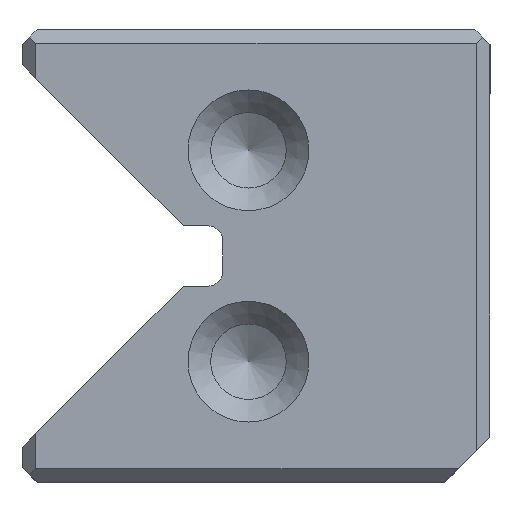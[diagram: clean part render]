
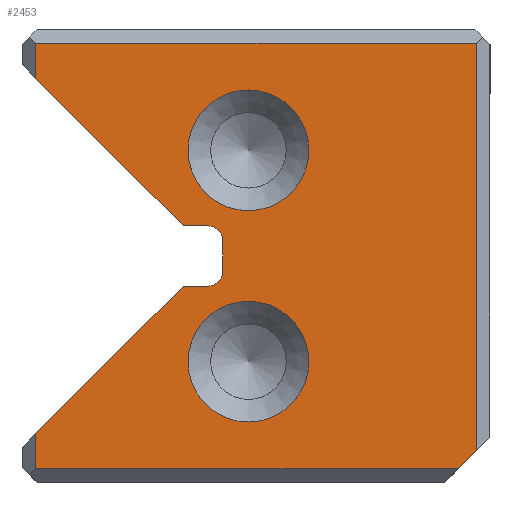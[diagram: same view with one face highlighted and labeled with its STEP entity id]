
A CAD part, left-side view. The second image highlights one B-rep face of the part: STEP entity #2453.
In plain terms, the highlighted planar face has unit normal (-1, 0, 0).
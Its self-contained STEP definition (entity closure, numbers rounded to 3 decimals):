
#2453=ADVANCED_FACE('',(#3320,#3321,#3322),#2817,.T.);
#2817=PLANE('',#8559);
#3055=CIRCLE('',#8555,2.);
#3056=CIRCLE('',#8556,2.);
#3057=CIRCLE('',#8557,0.5);
#3058=CIRCLE('',#8558,0.5);
#3320=FACE_BOUND('',#3476,.T.);
#3321=FACE_BOUND('',#3477,.T.);
#3322=FACE_BOUND('',#3478,.T.);
#3476=EDGE_LOOP('',(#4138));
#3477=EDGE_LOOP('',(#4139));
#3478=EDGE_LOOP('',(#4140,#4141,#4142,#4143,#4144,#4145,#4146,#4147,#4148,
#4149,#4150,#4151,#4152));
#4138=ORIENTED_EDGE('',*,*,#6560,.T.);
#4139=ORIENTED_EDGE('',*,*,#6561,.F.);
#4140=ORIENTED_EDGE('',*,*,#6562,.T.);
#4141=ORIENTED_EDGE('',*,*,#6563,.T.);
#4142=ORIENTED_EDGE('',*,*,#6564,.T.);
#4143=ORIENTED_EDGE('',*,*,#6565,.T.);
#4144=ORIENTED_EDGE('',*,*,#6566,.F.);
#4145=ORIENTED_EDGE('',*,*,#6567,.F.);
#4146=ORIENTED_EDGE('',*,*,#6568,.T.);
#4147=ORIENTED_EDGE('',*,*,#6569,.T.);
#4148=ORIENTED_EDGE('',*,*,#6570,.T.);
#4149=ORIENTED_EDGE('',*,*,#6571,.T.);
#4150=ORIENTED_EDGE('',*,*,#6572,.F.);
#4151=ORIENTED_EDGE('',*,*,#6573,.T.);
#4152=ORIENTED_EDGE('',*,*,#6574,.T.);
#5938=VERTEX_POINT('',#10922);
#5939=VERTEX_POINT('',#10924);
#5940=VERTEX_POINT('',#10926);
#5941=VERTEX_POINT('',#10927);
#5942=VERTEX_POINT('',#10929);
#5943=VERTEX_POINT('',#10931);
#5944=VERTEX_POINT('',#10933);
#5945=VERTEX_POINT('',#10935);
#5946=VERTEX_POINT('',#10937);
#5947=VERTEX_POINT('',#10939);
#5948=VERTEX_POINT('',#10941);
#5949=VERTEX_POINT('',#10943);
#5950=VERTEX_POINT('',#10945);
#5951=VERTEX_POINT('',#10947);
#5952=VERTEX_POINT('',#10949);
#6560=EDGE_CURVE('',#5938,#5938,#3055,.T.);
#6561=EDGE_CURVE('',#5939,#5939,#3056,.T.);
#6562=EDGE_CURVE('',#5940,#5941,#7377,.T.);
#6563=EDGE_CURVE('',#5941,#5942,#7378,.T.);
#6564=EDGE_CURVE('',#5942,#5943,#7379,.T.);
#6565=EDGE_CURVE('',#5943,#5944,#7380,.T.);
#6566=EDGE_CURVE('',#5945,#5944,#7381,.T.);
#6567=EDGE_CURVE('',#5946,#5945,#7382,.T.);
#6568=EDGE_CURVE('',#5946,#5947,#3057,.T.);
#6569=EDGE_CURVE('',#5947,#5948,#7383,.T.);
#6570=EDGE_CURVE('',#5948,#5949,#3058,.T.);
#6571=EDGE_CURVE('',#5949,#5950,#7384,.T.);
#6572=EDGE_CURVE('',#5951,#5950,#7385,.T.);
#6573=EDGE_CURVE('',#5951,#5952,#7386,.T.);
#6574=EDGE_CURVE('',#5952,#5940,#7387,.T.);
#7377=LINE('',#10925,#8039);
#7378=LINE('',#10928,#8040);
#7379=LINE('',#10930,#8041);
#7380=LINE('',#10932,#8042);
#7381=LINE('',#10934,#8043);
#7382=LINE('',#10936,#8044);
#7383=LINE('',#10940,#8045);
#7384=LINE('',#10944,#8046);
#7385=LINE('',#10946,#8047);
#7386=LINE('',#10948,#8048);
#7387=LINE('',#10950,#8049);
#8039=VECTOR('',#9056,1.);
#8040=VECTOR('',#9057,1.);
#8041=VECTOR('',#9058,1.);
#8042=VECTOR('',#9059,1.);
#8043=VECTOR('',#9060,1.);
#8044=VECTOR('',#9061,1.);
#8045=VECTOR('',#9064,1.);
#8046=VECTOR('',#9067,1.);
#8047=VECTOR('',#9068,1.);
#8048=VECTOR('',#9069,1.);
#8049=VECTOR('',#9070,1.);
#8555=AXIS2_PLACEMENT_3D('',#10921,#9052,#9053);
#8556=AXIS2_PLACEMENT_3D('',#10923,#9054,#9055);
#8557=AXIS2_PLACEMENT_3D('',#10938,#9062,#9063);
#8558=AXIS2_PLACEMENT_3D('',#10942,#9065,#9066);
#8559=AXIS2_PLACEMENT_3D('',#10951,#9071,#9072);
#9052=DIRECTION('',(1.,0.,0.));
#9053=DIRECTION('',(0.,0.,-1.));
#9054=DIRECTION('',(-1.,0.,0.));
#9055=DIRECTION('',(0.,0.,1.));
#9056=DIRECTION('',(0.,-0.707,0.707));
#9057=DIRECTION('',(0.,0.,1.));
#9058=DIRECTION('',(0.,1.,0.));
#9059=DIRECTION('',(0.,0.,-1.));
#9060=DIRECTION('',(0.,0.707,0.707));
#9061=DIRECTION('',(0.,1.,0.));
#9062=DIRECTION('',(1.,0.,0.));
#9063=DIRECTION('',(0.,0.,1.));
#9064=DIRECTION('',(0.,0.,-1.));
#9065=DIRECTION('',(1.,0.,0.));
#9066=DIRECTION('',(0.,0.,1.));
#9067=DIRECTION('',(0.,1.,0.));
#9068=DIRECTION('',(0.,-0.707,0.707));
#9069=DIRECTION('',(0.,0.,-1.));
#9070=DIRECTION('',(0.,-1.,0.));
#9071=DIRECTION('',(-1.,0.,0.));
#9072=DIRECTION('',(0.,0.,-1.));
#10921=CARTESIAN_POINT('',(0.,8.,4.));
#10922=CARTESIAN_POINT('',(0.,8.,2.));
#10923=CARTESIAN_POINT('',(0.,8.,11.));
#10924=CARTESIAN_POINT('',(0.,8.,13.));
#10925=CARTESIAN_POINT('',(0.,4.625,-3.125));
#10926=CARTESIAN_POINT('',(0.,1.05,0.45));
#10927=CARTESIAN_POINT('',(0.,0.45,1.05));
#10928=CARTESIAN_POINT('',(0.,0.45,0.));
#10929=CARTESIAN_POINT('',(0.,0.45,14.55));
#10930=CARTESIAN_POINT('',(0.,7.75,14.55));
#10931=CARTESIAN_POINT('',(0.,15.05,14.55));
#10932=CARTESIAN_POINT('',(0.,15.05,0.));
#10933=CARTESIAN_POINT('',(0.,15.05,13.385));
#10934=CARTESIAN_POINT('',(0.,9.165,7.5));
#10935=CARTESIAN_POINT('',(0.,10.165,8.5));
#10936=CARTESIAN_POINT('',(0.,8.85,8.5));
#10937=CARTESIAN_POINT('',(0.,9.35,8.5));
#10938=CARTESIAN_POINT('',(0.,9.35,8.));
#10939=CARTESIAN_POINT('',(0.,8.85,8.));
#10940=CARTESIAN_POINT('',(0.,8.85,8.5));
#10941=CARTESIAN_POINT('',(0.,8.85,7.));
#10942=CARTESIAN_POINT('',(0.,9.35,7.));
#10943=CARTESIAN_POINT('',(0.,9.35,6.5));
#10944=CARTESIAN_POINT('',(0.,8.85,6.5));
#10945=CARTESIAN_POINT('',(0.,10.165,6.5));
#10946=CARTESIAN_POINT('',(0.,17.65,-0.985));
#10947=CARTESIAN_POINT('',(0.,15.05,1.615));
#10948=CARTESIAN_POINT('',(0.,15.05,0.));
#10949=CARTESIAN_POINT('',(0.,15.05,0.45));
#10950=CARTESIAN_POINT('',(0.,7.75,0.45));
#10951=CARTESIAN_POINT('',(0.,7.75,0.));
